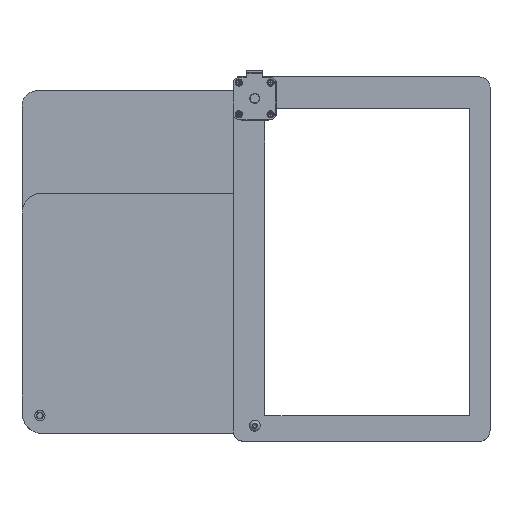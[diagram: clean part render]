
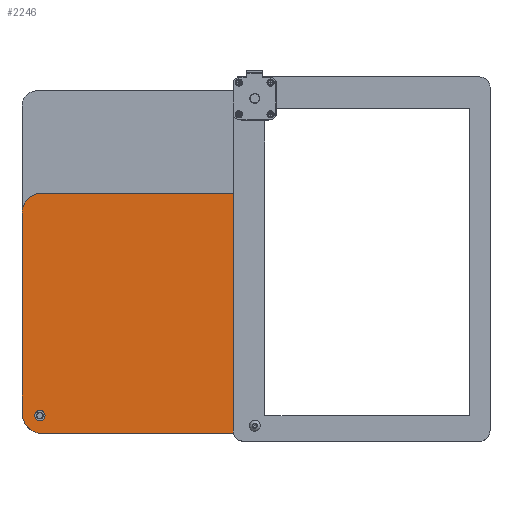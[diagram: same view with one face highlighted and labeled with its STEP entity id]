
A CAD part, top view. The second image highlights one B-rep face of the part: STEP entity #2246.
In plain terms, the highlighted free-form (B-spline) face has degree [1, 1] with [2, 2] control points.
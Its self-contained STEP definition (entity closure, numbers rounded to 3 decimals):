
#2106 = EDGE_CURVE('',#2107,#2109,#2111,.T.);
#2107 = VERTEX_POINT('',#2108);
#2108 = CARTESIAN_POINT('',(-130.978,72.171,
    21.384));
#2109 = VERTEX_POINT('',#2110);
#2110 = CARTESIAN_POINT('',(-339.472,72.171,
    21.384));
#2111 = B_SPLINE_CURVE_WITH_KNOTS('',1,(#2112,#2113),.UNSPECIFIED.,.F.,
  .F.,(2,2),(20.,215.),.PIECEWISE_BEZIER_KNOTS.);
#2112 = CARTESIAN_POINT('',(-130.978,72.171,
    21.384));
#2113 = CARTESIAN_POINT('',(-339.472,72.171,
    21.384));
#2142 = EDGE_CURVE('',#2143,#2145,#2147,.T.);
#2143 = VERTEX_POINT('',#2144);
#2144 = CARTESIAN_POINT('',(-360.856,50.787,
    21.384));
#2145 = VERTEX_POINT('',#2146);
#2146 = CARTESIAN_POINT('',(-360.856,-157.708,
    21.384));
#2147 = B_SPLINE_CURVE_WITH_KNOTS('',1,(#2148,#2149),.UNSPECIFIED.,.F.,
  .F.,(2,2),(-215.,-20.),.PIECEWISE_BEZIER_KNOTS.);
#2148 = CARTESIAN_POINT('',(-360.856,50.787,
    21.384));
#2149 = CARTESIAN_POINT('',(-360.856,-157.708,
    21.384));
#2178 = EDGE_CURVE('',#2179,#2181,#2183,.T.);
#2179 = VERTEX_POINT('',#2180);
#2180 = CARTESIAN_POINT('',(-339.472,-179.092,
    21.384));
#2181 = VERTEX_POINT('',#2182);
#2182 = CARTESIAN_POINT('',(-117.612,-179.092,
    21.384));
#2183 = B_SPLINE_CURVE_WITH_KNOTS('',1,(#2184,#2185),.UNSPECIFIED.,.F.,
  .F.,(2,2),(-215.,-7.5),.PIECEWISE_BEZIER_KNOTS.);
#2184 = CARTESIAN_POINT('',(-339.472,-179.092,
    21.384));
#2185 = CARTESIAN_POINT('',(-117.612,-179.092,
    21.384));
#2224 = VERTEX_POINT('',#2225);
#2225 = CARTESIAN_POINT('',(-109.593,50.787,
    21.384));
#2230 = EDGE_CURVE('',#2231,#2224,#2233,.T.);
#2231 = VERTEX_POINT('',#2232);
#2232 = CARTESIAN_POINT('',(-109.593,-171.073,
    21.384));
#2233 = B_SPLINE_CURVE_WITH_KNOTS('',1,(#2234,#2235),.UNSPECIFIED.,.F.,
  .F.,(2,2),(7.5,215.),.PIECEWISE_BEZIER_KNOTS.);
#2234 = CARTESIAN_POINT('',(-109.593,-171.073,
    21.384));
#2235 = CARTESIAN_POINT('',(-109.593,50.787,
    21.384));
#2246 = ADVANCED_FACE('',(#2247,#2261,#2275),#2305,.F.);
#2247 = FACE_BOUND('',#2248,.T.);
#2248 = EDGE_LOOP('',(#2249));
#2249 = ORIENTED_EDGE('',*,*,#2250,.F.);
#2250 = EDGE_CURVE('',#2251,#2251,#2253,.T.);
#2251 = VERTEX_POINT('',#2252);
#2252 = CARTESIAN_POINT('',(-342.145,-157.173,
    21.384));
#2253 = ( BOUNDED_CURVE() B_SPLINE_CURVE(2,(#2254,#2255,#2256,#2257,
#2258,#2259,#2260),.UNSPECIFIED.,.T.,.F.) B_SPLINE_CURVE_WITH_KNOTS((1,2
    ,2,2,2,1),(-2.094,0.,2.094,4.189,
6.283,8.378),.UNSPECIFIED.) CURVE() 
GEOMETRIC_REPRESENTATION_ITEM() RATIONAL_B_SPLINE_CURVE((1.,0.5,1.,0.5,
1.,0.5,1.)) REPRESENTATION_ITEM('') );
#2254 = CARTESIAN_POINT('',(-342.145,-157.173,
    21.384));
#2255 = CARTESIAN_POINT('',(-347.701,-157.173,
    21.384));
#2256 = CARTESIAN_POINT('',(-344.923,-161.984,
    21.384));
#2257 = CARTESIAN_POINT('',(-342.145,-166.796,
    21.384));
#2258 = CARTESIAN_POINT('',(-339.367,-161.984,
    21.384));
#2259 = CARTESIAN_POINT('',(-336.59,-157.173,
    21.384));
#2260 = CARTESIAN_POINT('',(-342.145,-157.173,
    21.384));
#2261 = FACE_BOUND('',#2262,.T.);
#2262 = EDGE_LOOP('',(#2263));
#2263 = ORIENTED_EDGE('',*,*,#2264,.F.);
#2264 = EDGE_CURVE('',#2265,#2265,#2267,.T.);
#2265 = VERTEX_POINT('',#2266);
#2266 = CARTESIAN_POINT('',(-117.612,-167.865,
    21.384));
#2267 = ( BOUNDED_CURVE() B_SPLINE_CURVE(2,(#2268,#2269,#2270,#2271,
#2272,#2273,#2274),.UNSPECIFIED.,.T.,.F.) B_SPLINE_CURVE_WITH_KNOTS((1,2
    ,2,2,2,1),(-2.094,0.,2.094,4.189,
6.283,8.378),.UNSPECIFIED.) CURVE() 
GEOMETRIC_REPRESENTATION_ITEM() RATIONAL_B_SPLINE_CURVE((1.,0.5,1.,0.5,
1.,0.5,1.)) REPRESENTATION_ITEM('') );
#2268 = CARTESIAN_POINT('',(-117.612,-167.865,
    21.384));
#2269 = CARTESIAN_POINT('',(-123.168,-167.865,
    21.384));
#2270 = CARTESIAN_POINT('',(-120.39,-172.676,
    21.384));
#2271 = CARTESIAN_POINT('',(-117.612,-177.488,
    21.384));
#2272 = CARTESIAN_POINT('',(-114.835,-172.676,
    21.384));
#2273 = CARTESIAN_POINT('',(-112.057,-167.865,
    21.384));
#2274 = CARTESIAN_POINT('',(-117.612,-167.865,
    21.384));
#2275 = FACE_BOUND('',#2276,.T.);
#2276 = EDGE_LOOP('',(#2277,#2278,#2284,#2285,#2291,#2292,#2298,#2299));
#2277 = ORIENTED_EDGE('',*,*,#2230,.T.);
#2278 = ORIENTED_EDGE('',*,*,#2279,.T.);
#2279 = EDGE_CURVE('',#2224,#2107,#2280,.T.);
#2280 = ( BOUNDED_CURVE() B_SPLINE_CURVE(2,(#2281,#2282,#2283),
.UNSPECIFIED.,.F.,.F.) B_SPLINE_CURVE_WITH_KNOTS((3,3),(1.571,
3.142),.PIECEWISE_BEZIER_KNOTS.) CURVE() 
GEOMETRIC_REPRESENTATION_ITEM() RATIONAL_B_SPLINE_CURVE((1.,
0.707,1.)) REPRESENTATION_ITEM('') );
#2281 = CARTESIAN_POINT('',(-109.593,50.787,
    21.384));
#2282 = CARTESIAN_POINT('',(-109.593,72.171,
    21.384));
#2283 = CARTESIAN_POINT('',(-130.978,72.171,
    21.384));
#2284 = ORIENTED_EDGE('',*,*,#2106,.T.);
#2285 = ORIENTED_EDGE('',*,*,#2286,.T.);
#2286 = EDGE_CURVE('',#2109,#2143,#2287,.T.);
#2287 = ( BOUNDED_CURVE() B_SPLINE_CURVE(2,(#2288,#2289,#2290),
.UNSPECIFIED.,.F.,.F.) B_SPLINE_CURVE_WITH_KNOTS((3,3),(3.142,
4.712),.PIECEWISE_BEZIER_KNOTS.) CURVE() 
GEOMETRIC_REPRESENTATION_ITEM() RATIONAL_B_SPLINE_CURVE((1.,
0.707,1.)) REPRESENTATION_ITEM('') );
#2288 = CARTESIAN_POINT('',(-339.472,72.171,
    21.384));
#2289 = CARTESIAN_POINT('',(-360.856,72.171,
    21.384));
#2290 = CARTESIAN_POINT('',(-360.856,50.787,
    21.384));
#2291 = ORIENTED_EDGE('',*,*,#2142,.T.);
#2292 = ORIENTED_EDGE('',*,*,#2293,.T.);
#2293 = EDGE_CURVE('',#2145,#2179,#2294,.T.);
#2294 = ( BOUNDED_CURVE() B_SPLINE_CURVE(2,(#2295,#2296,#2297),
.UNSPECIFIED.,.F.,.F.) B_SPLINE_CURVE_WITH_KNOTS((3,3),(4.712,
6.283),.PIECEWISE_BEZIER_KNOTS.) CURVE() 
GEOMETRIC_REPRESENTATION_ITEM() RATIONAL_B_SPLINE_CURVE((1.,
0.707,1.)) REPRESENTATION_ITEM('') );
#2295 = CARTESIAN_POINT('',(-360.856,-157.708,
    21.384));
#2296 = CARTESIAN_POINT('',(-360.856,-179.092,
    21.384));
#2297 = CARTESIAN_POINT('',(-339.472,-179.092,
    21.384));
#2298 = ORIENTED_EDGE('',*,*,#2178,.T.);
#2299 = ORIENTED_EDGE('',*,*,#2300,.T.);
#2300 = EDGE_CURVE('',#2181,#2231,#2301,.T.);
#2301 = ( BOUNDED_CURVE() B_SPLINE_CURVE(2,(#2302,#2303,#2304),
.UNSPECIFIED.,.F.,.F.) B_SPLINE_CURVE_WITH_KNOTS((3,3),(0.,
1.571),.PIECEWISE_BEZIER_KNOTS.) CURVE() 
GEOMETRIC_REPRESENTATION_ITEM() RATIONAL_B_SPLINE_CURVE((1.,
0.707,1.)) REPRESENTATION_ITEM('') );
#2302 = CARTESIAN_POINT('',(-117.612,-179.092,
    21.384));
#2303 = CARTESIAN_POINT('',(-109.593,-179.092,
    21.384));
#2304 = CARTESIAN_POINT('',(-109.593,-171.073,
    21.384));
#2305 = B_SPLINE_SURFACE_WITH_KNOTS('',1,1,(
    (#2306,#2307)
    ,(#2308,#2309
  )),.UNSPECIFIED.,.F.,.F.,.F.,(2,2),(2,2),(-117.5,117.5),(-117.5,117.5)
  ,.PIECEWISE_BEZIER_KNOTS.);
#2306 = CARTESIAN_POINT('',(-109.593,72.171,
    21.384));
#2307 = CARTESIAN_POINT('',(-360.856,72.171,
    21.384));
#2308 = CARTESIAN_POINT('',(-109.593,-179.092,
    21.384));
#2309 = CARTESIAN_POINT('',(-360.856,-179.092,
    21.384));
